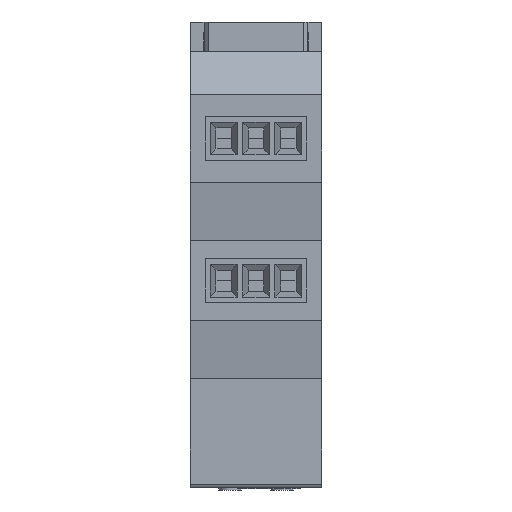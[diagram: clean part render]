
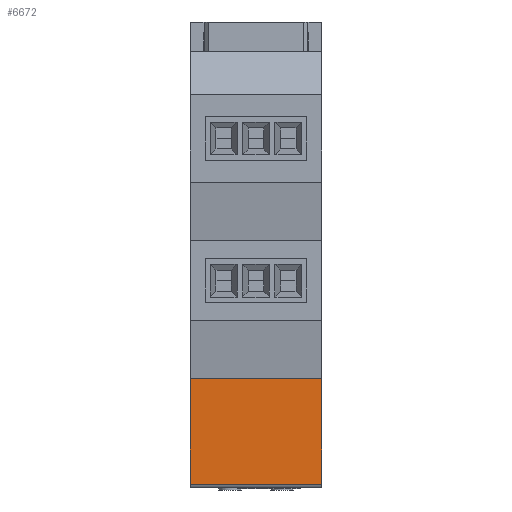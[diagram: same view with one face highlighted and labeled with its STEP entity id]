
A CAD part, front view. The second image highlights one B-rep face of the part: STEP entity #6672.
In plain terms, the highlighted planar face has unit normal (0, -1, 0).
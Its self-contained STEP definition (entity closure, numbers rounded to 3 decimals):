
#353 = DIRECTION ( 'NONE',  ( -1., 0., 0. ) ) ;
#943 = VECTOR ( 'NONE', #16887, 1000. ) ;
#1024 = LINE ( 'NONE', #20497, #19660 ) ;
#1629 = VERTEX_POINT ( 'NONE', #13040 ) ;
#1705 = LINE ( 'NONE', #2861, #943 ) ;
#1837 = EDGE_CURVE ( 'NONE', #25770, #1629, #1024, .T. ) ;
#2861 = CARTESIAN_POINT ( 'NONE',  ( -9., -22.5, -45. ) ) ;
#3518 = DIRECTION ( 'NONE',  ( 0., 1., 0. ) ) ;
#4544 = ORIENTED_EDGE ( 'NONE', *, *, #22816, .T. ) ;
#4977 = CARTESIAN_POINT ( 'NONE',  ( -9., -22.5, -45. ) ) ;
#6672 = ADVANCED_FACE ( 'NONE', ( #12335 ), #13111, .F. ) ;
#8210 = ORIENTED_EDGE ( 'NONE', *, *, #9847, .T. ) ;
#8875 = LINE ( 'NONE', #28266, #27076 ) ;
#9847 = EDGE_CURVE ( 'NONE', #24259, #1629, #8875, .T. ) ;
#10045 = VECTOR ( 'NONE', #353, 1000. ) ;
#10745 = CARTESIAN_POINT ( 'NONE',  ( 9., -22.5, -45. ) ) ;
#11388 = DIRECTION ( 'NONE',  ( 0., 0., -1. ) ) ;
#11832 = AXIS2_PLACEMENT_3D ( 'NONE', #10745, #3518, #28838 ) ;
#12335 = FACE_OUTER_BOUND ( 'NONE', #24456, .T. ) ;
#13040 = CARTESIAN_POINT ( 'NONE',  ( 9., -22.5, -59.5 ) ) ;
#13111 = PLANE ( 'NONE',  #11832 ) ;
#14777 = DIRECTION ( 'NONE',  ( 1., 0., 0. ) ) ;
#16045 = EDGE_CURVE ( 'NONE', #22479, #24259, #1705, .T. ) ;
#16887 = DIRECTION ( 'NONE',  ( 0., 0., -1. ) ) ;
#17969 = ORIENTED_EDGE ( 'NONE', *, *, #16045, .T. ) ;
#19660 = VECTOR ( 'NONE', #11388, 1000. ) ;
#20497 = CARTESIAN_POINT ( 'NONE',  ( 9., -22.5, -45. ) ) ;
#22479 = VERTEX_POINT ( 'NONE', #4977 ) ;
#22816 = EDGE_CURVE ( 'NONE', #25770, #22479, #28140, .T. ) ;
#23662 = ORIENTED_EDGE ( 'NONE', *, *, #1837, .F. ) ;
#24228 = CARTESIAN_POINT ( 'NONE',  ( -9., -22.5, -59.5 ) ) ;
#24259 = VERTEX_POINT ( 'NONE', #24228 ) ;
#24456 = EDGE_LOOP ( 'NONE', ( #17969, #8210, #23662, #4544 ) ) ;
#25770 = VERTEX_POINT ( 'NONE', #28880 ) ;
#27076 = VECTOR ( 'NONE', #14777, 1000. ) ;
#28043 = CARTESIAN_POINT ( 'NONE',  ( 9., -22.5, -45. ) ) ;
#28140 = LINE ( 'NONE', #28043, #10045 ) ;
#28266 = CARTESIAN_POINT ( 'NONE',  ( 9., -22.5, -59.5 ) ) ;
#28838 = DIRECTION ( 'NONE',  ( 0., 0., 1. ) ) ;
#28880 = CARTESIAN_POINT ( 'NONE',  ( 9., -22.5, -45. ) ) ;
